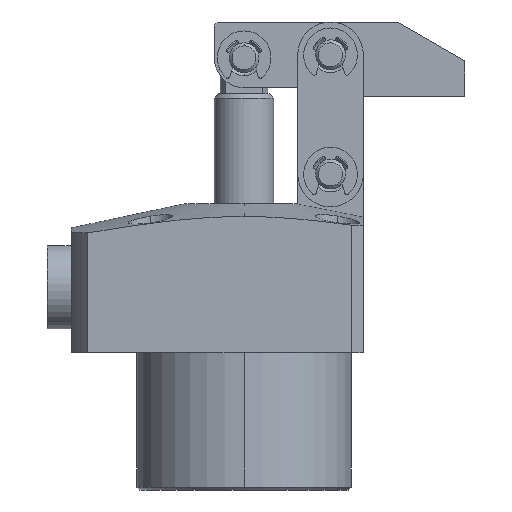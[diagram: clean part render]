
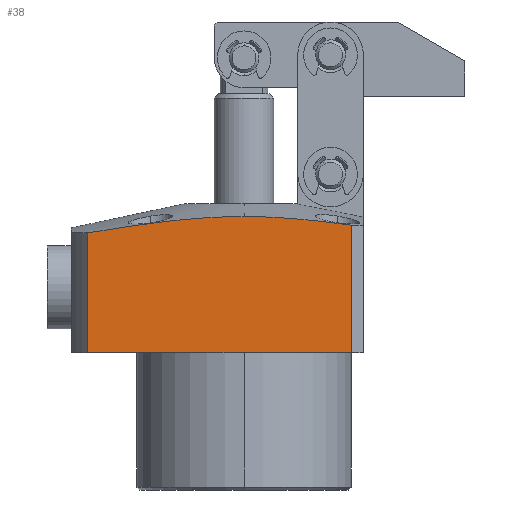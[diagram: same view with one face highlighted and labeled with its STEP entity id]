
A CAD part, front view. The second image highlights one B-rep face of the part: STEP entity #38.
In plain terms, the highlighted face is planar.
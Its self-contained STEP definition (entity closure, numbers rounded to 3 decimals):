
#20 = DIRECTION ( 'NONE',  ( -1., 0., 0. ) ) ;
#38 = ADVANCED_FACE ( 'NONE', ( #2597 ), #512, .T. ) ;
#69 = CARTESIAN_POINT ( 'NONE',  ( 18., 23., 20. ) ) ;
#223 = CARTESIAN_POINT ( 'NONE',  ( 0., 0., 20. ) ) ;
#240 = AXIS2_PLACEMENT_3D ( 'NONE', #223, #713, #2389 ) ;
#242 = CARTESIAN_POINT ( 'NONE',  ( 6.008, 45.698, 20. ) ) ;
#249 = VERTEX_POINT ( 'NONE', #1951 ) ;
#512 = PLANE ( 'NONE',  #240 ) ;
#541 = LINE ( 'NONE', #4459, #584 ) ;
#568 = CARTESIAN_POINT ( 'NONE',  ( 15.02, 44.83, 20. ) ) ;
#584 = VECTOR ( 'NONE', #4449, 1000. ) ;
#652 = EDGE_CURVE ( 'NONE', #249, #5449, #5199, .T. ) ;
#713 = DIRECTION ( 'NONE',  ( 0., 0., 1. ) ) ;
#763 = CARTESIAN_POINT ( 'NONE',  ( 18., 44.406, 20. ) ) ;
#780 = EDGE_CURVE ( 'NONE', #2218, #5449, #1763, .T. ) ;
#825 = CARTESIAN_POINT ( 'NONE',  ( -26.249, 23., 20. ) ) ;
#1053 = VERTEX_POINT ( 'NONE', #825 ) ;
#1704 = EDGE_CURVE ( 'NONE', #1053, #7520, #541, .T. ) ;
#1763 = LINE ( 'NONE', #1989, #1775 ) ;
#1775 = VECTOR ( 'NONE', #2008, 1000. ) ;
#1951 = CARTESIAN_POINT ( 'NONE',  ( 0., 45.874, 20. ) ) ;
#1989 = CARTESIAN_POINT ( 'NONE',  ( 18., 0., 20. ) ) ;
#2008 = DIRECTION ( 'NONE',  ( 0., 1., 0. ) ) ;
#2188 = CARTESIAN_POINT ( 'NONE',  ( -26.249, 43.111, 20. ) ) ;
#2218 = VERTEX_POINT ( 'NONE', #3457 ) ;
#2389 = DIRECTION ( 'NONE',  ( 1., 0., 0. ) ) ;
#2597 = FACE_OUTER_BOUND ( 'NONE', #2863, .T. ) ;
#2718 = ORIENTED_EDGE ( 'NONE', *, *, #1704, .F. ) ;
#2863 = EDGE_LOOP ( 'NONE', ( #7631, #2718, #8001, #3664, #3431 ) ) ;
#3431 = ORIENTED_EDGE ( 'NONE', *, *, #652, .F. ) ;
#3457 = CARTESIAN_POINT ( 'NONE',  ( 18., 23., 20. ) ) ;
#3664 = ORIENTED_EDGE ( 'NONE', *, *, #780, .T. ) ;
#4248 = CARTESIAN_POINT ( 'NONE',  ( 1.5, 45.874, 20. ) ) ;
#4449 = DIRECTION ( 'NONE',  ( 0., 1., 0. ) ) ;
#4459 = CARTESIAN_POINT ( 'NONE',  ( -26.249, 0., 20. ) ) ;
#4712 = VECTOR ( 'NONE', #20, 1000. ) ;
#4718 = LINE ( 'NONE', #69, #4712 ) ;
#4810 = CARTESIAN_POINT ( 'NONE',  ( 3.001, 45.838, 20. ) ) ;
#5138 = CARTESIAN_POINT ( 'NONE',  ( 7.514, 45.594, 20. ) ) ;
#5199 = B_SPLINE_CURVE_WITH_KNOTS ( 'NONE', 3,
 ( #5823, #4248, #4810, #242, #5138, #6676, #568, #6066 ),
 .UNSPECIFIED., .F., .F.,
 ( 4, 2, 2, 4 ),
 ( 0.05, 0.054, 0.059, 0.068 ),
 .UNSPECIFIED. ) ;
#5449 = VERTEX_POINT ( 'NONE', #763 ) ;
#5652 = EDGE_CURVE ( 'NONE', #7520, #249, #7022, .T. ) ;
#5718 = CARTESIAN_POINT ( 'NONE',  ( 0., 45.874, 20. ) ) ;
#5775 = CARTESIAN_POINT ( 'NONE',  ( -2.2, 45.874, 20. ) ) ;
#5823 = CARTESIAN_POINT ( 'NONE',  ( 0., 45.874, 20. ) ) ;
#5857 = CARTESIAN_POINT ( 'NONE',  ( -4.395, 45.796, 20. ) ) ;
#5907 = CARTESIAN_POINT ( 'NONE',  ( -8.78, 45.504, 20. ) ) ;
#5939 = CARTESIAN_POINT ( 'NONE',  ( -10.969, 45.293, 20. ) ) ;
#5963 = CARTESIAN_POINT ( 'NONE',  ( -15.342, 44.782, 20. ) ) ;
#5995 = CARTESIAN_POINT ( 'NONE',  ( -17.526, 44.483, 20. ) ) ;
#6012 = CARTESIAN_POINT ( 'NONE',  ( -21.892, 43.831, 20. ) ) ;
#6066 = CARTESIAN_POINT ( 'NONE',  ( 18., 44.406, 20. ) ) ;
#6097 = CARTESIAN_POINT ( 'NONE',  ( -26.249, 43.111, 20. ) ) ;
#6107 = EDGE_CURVE ( 'NONE', #2218, #1053, #4718, .T. ) ;
#6126 = CARTESIAN_POINT ( 'NONE',  ( -24.072, 43.479, 20. ) ) ;
#6676 = CARTESIAN_POINT ( 'NONE',  ( 12.029, 45.199, 20. ) ) ;
#7022 = B_SPLINE_CURVE_WITH_KNOTS ( 'NONE', 3,
 ( #6097, #6126, #6012, #5995, #5963, #5939, #5907, #5857, #5775, #5718 ),
 .UNSPECIFIED., .F., .F.,
 ( 4, 2, 2, 2, 4 ),
 ( 0.023, 0.03, 0.037, 0.043, 0.05 ),
 .UNSPECIFIED. ) ;
#7520 = VERTEX_POINT ( 'NONE', #2188 ) ;
#7631 = ORIENTED_EDGE ( 'NONE', *, *, #5652, .F. ) ;
#8001 = ORIENTED_EDGE ( 'NONE', *, *, #6107, .F. ) ;
